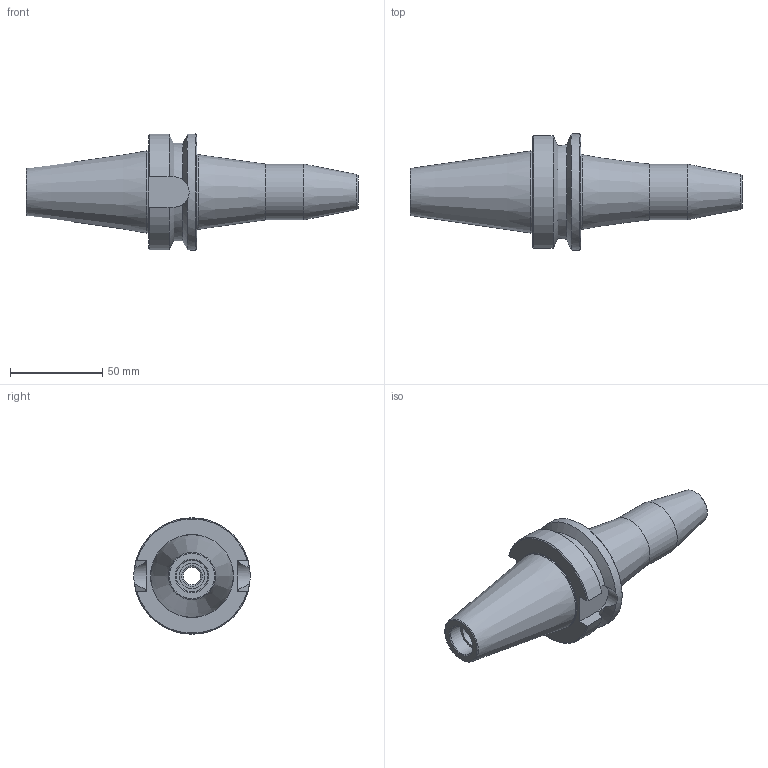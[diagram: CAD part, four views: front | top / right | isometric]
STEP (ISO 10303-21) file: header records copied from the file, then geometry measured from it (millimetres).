
FILE_DESCRIPTION(/* description */ (''),/* implementation_level */ '2;1');
FILE_NAME(/* name */ 'BT40 SF.375-4.5DT.step',/* time_stamp */ '2025-11-15T08:49:53-06:00',/* author */ (''),/* organization */ (''),/* preprocessor_version */ 'ST-DEVELOPER v20.1',/* originating_system */ 'Autodesk Translation Framework v14.21.0.0',/* authorisation */ '');
FILE_SCHEMA (('AUTOMOTIVE_DESIGN { 1 0 10303 214 3 1 1 }'));
Length unit declared in the file: inch
Products named in the file (1): BT40 EM.750-2.5D
Bounding box: 179.83 x 62.99 x 62.99 mm (x, y, z)
Volume: 180469.3 mm3; surface area: 32733.2 mm2
Topology: 1 solids, 1 shells, 42 faces, 99 edges, 63 vertices
Faces by surface type: cone 15, cylinder 13, plane 12, torus 2
Full cylindrical faces by diameter (mm): 9.525 x1, 11.049 x1, 13.716 x1, 17.018 x1, 30.226 x1, 44.45 x1, 62.992 x1
Entity records: 1304 total; most frequent: CARTESIAN_POINT 292, DIRECTION 208, ORIENTED_EDGE 198, EDGE_CURVE 99, AXIS2_PLACEMENT_3D 85, VERTEX_POINT 63, EDGE_LOOP 48, FACE_OUTER_BOUND 42
